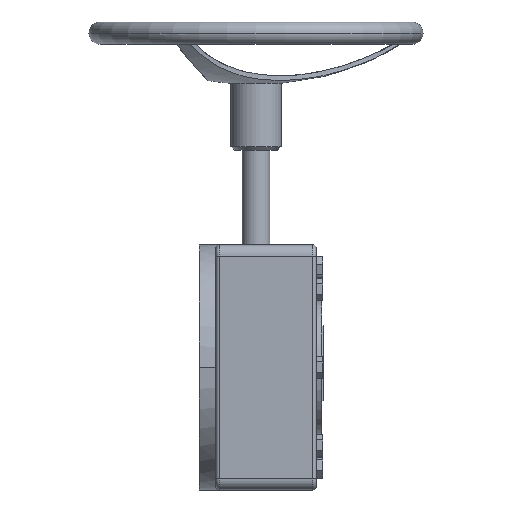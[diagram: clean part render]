
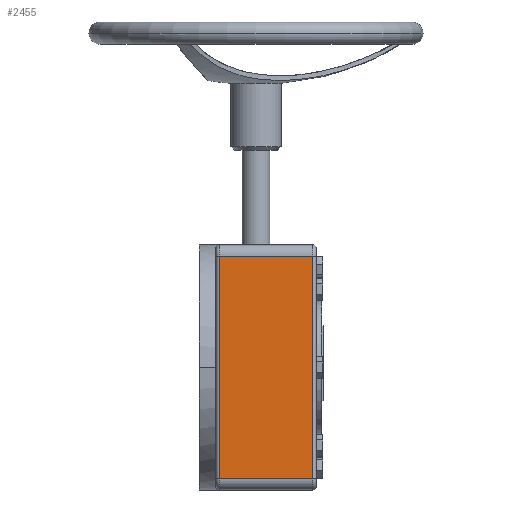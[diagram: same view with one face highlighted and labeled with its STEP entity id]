
A CAD part, left-side view. The second image highlights one B-rep face of the part: STEP entity #2455.
In plain terms, the highlighted planar face has unit normal (-1, 0, 0).
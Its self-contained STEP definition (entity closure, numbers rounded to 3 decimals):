
#737=DIRECTION('',(0.,0.,-1.));
#738=VECTOR('',#737,200.);
#739=CARTESIAN_POINT('',(-156.,-87.,100.));
#740=LINE('',#739,#738);
#741=DIRECTION('',(0.,-1.,0.));
#742=VECTOR('',#741,84.);
#743=CARTESIAN_POINT('',(-156.,-3.,-100.));
#744=LINE('',#743,#742);
#745=DIRECTION('',(0.,0.,1.));
#746=VECTOR('',#745,200.);
#747=CARTESIAN_POINT('',(-156.,-3.,-100.));
#748=LINE('',#747,#746);
#749=DIRECTION('',(0.,-1.,0.));
#750=VECTOR('',#749,84.);
#751=CARTESIAN_POINT('',(-156.,-3.,100.));
#752=LINE('',#751,#750);
#1309=CARTESIAN_POINT('',(-156.,-87.,-100.));
#1310=VERTEX_POINT('',#1309);
#1313=CARTESIAN_POINT('',(-156.,-87.,100.));
#1314=VERTEX_POINT('',#1313);
#1336=CARTESIAN_POINT('',(-156.,-3.,100.));
#1337=VERTEX_POINT('',#1336);
#1340=CARTESIAN_POINT('',(-156.,-3.,-100.));
#1341=VERTEX_POINT('',#1340);
#2444=CARTESIAN_POINT('',(-156.,0.,-110.));
#2445=DIRECTION('',(-1.,0.,0.));
#2446=DIRECTION('',(0.,0.,1.));
#2447=AXIS2_PLACEMENT_3D('',#2444,#2445,#2446);
#2448=PLANE('',#2447);
#2449=ORIENTED_EDGE('',*,*,#2412,.T.);
#2450=ORIENTED_EDGE('',*,*,#2439,.F.);
#2451=ORIENTED_EDGE('',*,*,#2358,.T.);
#2452=ORIENTED_EDGE('',*,*,#2384,.T.);
#2453=EDGE_LOOP('',(#2449,#2450,#2451,#2452));
#2454=FACE_OUTER_BOUND('',#2453,.F.);
#2455=ADVANCED_FACE('',(#2454),#2448,.T.);
#2358=EDGE_CURVE('',#1341,#1337,#748,.T.);
#2384=EDGE_CURVE('',#1337,#1314,#752,.T.);
#2412=EDGE_CURVE('',#1314,#1310,#740,.T.);
#2439=EDGE_CURVE('',#1341,#1310,#744,.T.);
